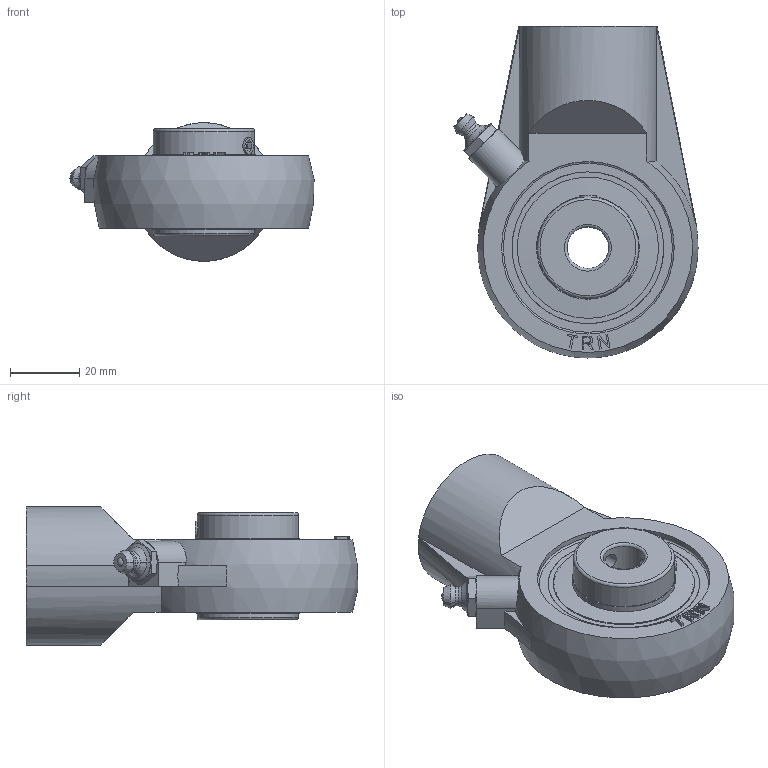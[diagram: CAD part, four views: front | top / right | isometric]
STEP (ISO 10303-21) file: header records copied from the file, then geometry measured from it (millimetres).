
FILE_DESCRIPTION(/* description */ ('Alibre Inc.'),/* implementation_level */ '2;1');
FILE_NAME(/* name */ 'export0',/* time_stamp */ '2015-12-29T08:08:53-08:00',/* author */ (''),/* organization */ (''),/* preprocessor_version */ 'ST-DEVELOPER v12',/* originating_system */ 'Alibre',/* authorisation */ '');
FILE_SCHEMA (('AUTOMOTIVE_DESIGN'));
Length unit declared in the file: centimetre
Products named in the file (7): 3
Bounding box: 70.47 x 95.8 x 39.97 mm (x, y, z)
Volume: 88774.3 mm3; surface area: 32568 mm2
Topology: 8 solids, 8 shells, 205 faces, 496 edges, 309 vertices
Faces by surface type: plane 95, cylinder 37, cone 33, bspline 20, torus 10, sphere 10
Full cylindrical faces by diameter (mm): 1.498 x2, 4.917 x4, 6 x2, 12 x1, 19.05 x1, 29.21 x3, 29.718 x2, 40 x1, 40.792 x2, 49.818 x2
Entity records: 6160 total; most frequent: CARTESIAN_POINT 2107, ORIENTED_EDGE 818, DIRECTION 685, EDGE_CURVE 409, AXIS2_PLACEMENT_3D 291, VERTEX_POINT 273, FACE_BOUND 244, EDGE_LOOP 243
